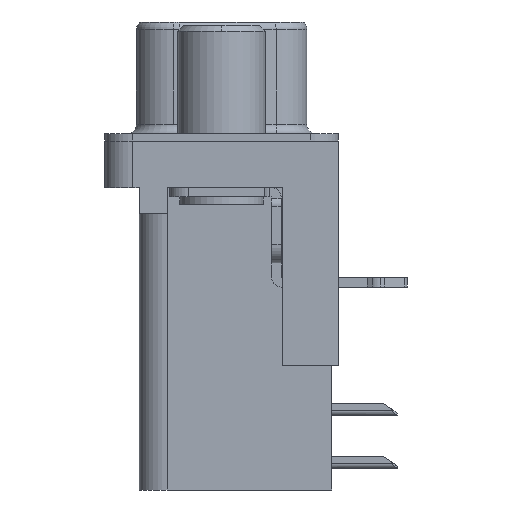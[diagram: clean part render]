
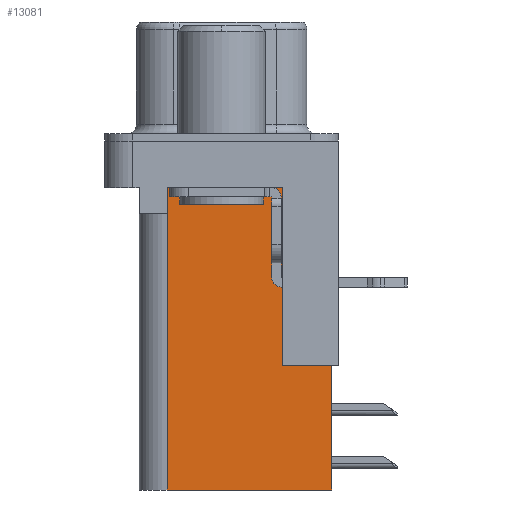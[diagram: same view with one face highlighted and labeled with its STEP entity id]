
A CAD part, left-side view. The second image highlights one B-rep face of the part: STEP entity #13081.
In plain terms, the highlighted planar face has unit normal (-1, 0, 0).
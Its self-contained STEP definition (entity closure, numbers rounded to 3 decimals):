
#705 = EDGE_CURVE ( 'NONE', #10287, #2560, #13351, .T. ) ;
#798 = EDGE_CURVE ( 'NONE', #1552, #10287, #5120, .T. ) ;
#1324 = CARTESIAN_POINT ( 'NONE',  ( 3.79, -3.295, -18.76 ) ) ;
#1552 = VERTEX_POINT ( 'NONE', #10123 ) ;
#1685 = VERTEX_POINT ( 'NONE', #12208 ) ;
#1900 = DIRECTION ( 'NONE',  ( 0., 0., -1. ) ) ;
#2401 = VECTOR ( 'NONE', #3999, 1000. ) ;
#2420 = CARTESIAN_POINT ( 'NONE',  ( 3.79, 2.925, -3.9 ) ) ;
#2560 = VERTEX_POINT ( 'NONE', #10013 ) ;
#2890 = ORIENTED_EDGE ( 'NONE', *, *, #798, .T. ) ;
#2894 = DIRECTION ( 'NONE',  ( 0., 1., 0. ) ) ;
#3037 = ORIENTED_EDGE ( 'NONE', *, *, #12405, .F. ) ;
#3321 = EDGE_CURVE ( 'NONE', #1685, #14685, #4742, .T. ) ;
#3999 = DIRECTION ( 'NONE',  ( 0., 0., -1. ) ) ;
#4112 = VERTEX_POINT ( 'NONE', #2420 ) ;
#4224 = EDGE_CURVE ( 'NONE', #2560, #4112, #11585, .T. ) ;
#4355 = CARTESIAN_POINT ( 'NONE',  ( 3.79, 2.895, -2.5 ) ) ;
#4725 = CARTESIAN_POINT ( 'NONE',  ( 3.79, -3.295, -12.05 ) ) ;
#4742 = LINE ( 'NONE', #12793, #11760 ) ;
#4918 = ORIENTED_EDGE ( 'NONE', *, *, #4224, .T. ) ;
#5054 = CARTESIAN_POINT ( 'NONE',  ( 3.79, -3.295, -18.76 ) ) ;
#5120 = LINE ( 'NONE', #13723, #15215 ) ;
#5457 = CARTESIAN_POINT ( 'NONE',  ( 3.79, -5.925, -18.76 ) ) ;
#5510 = VERTEX_POINT ( 'NONE', #6919 ) ;
#5535 = DIRECTION ( 'NONE',  ( 0., 1., 0. ) ) ;
#5837 = VECTOR ( 'NONE', #14267, 1000. ) ;
#5868 = ORIENTED_EDGE ( 'NONE', *, *, #705, .T. ) ;
#6803 = LINE ( 'NONE', #1324, #16458 ) ;
#6817 = CARTESIAN_POINT ( 'NONE',  ( 3.79, -3.295, -18.76 ) ) ;
#6919 = CARTESIAN_POINT ( 'NONE',  ( 3.79, 2.925, -18.76 ) ) ;
#7200 = LINE ( 'NONE', #11154, #13372 ) ;
#7850 = EDGE_LOOP ( 'NONE', ( #2890, #5868, #4918, #3037, #10001, #9469, #9673, #15806 ) ) ;
#8110 = VECTOR ( 'NONE', #12726, 1000. ) ;
#8162 = DIRECTION ( 'NONE',  ( 0., 0., 1. ) ) ;
#8559 = EDGE_CURVE ( 'NONE', #14685, #1552, #6803, .T. ) ;
#8694 = AXIS2_PLACEMENT_3D ( 'NONE', #6817, #13403, #5535 ) ;
#9412 = VECTOR ( 'NONE', #8162, 1000. ) ;
#9469 = ORIENTED_EDGE ( 'NONE', *, *, #17035, .F. ) ;
#9673 = ORIENTED_EDGE ( 'NONE', *, *, #3321, .T. ) ;
#10001 = ORIENTED_EDGE ( 'NONE', *, *, #13595, .F. ) ;
#10013 = CARTESIAN_POINT ( 'NONE',  ( 3.79, 2.895, -3.9 ) ) ;
#10123 = CARTESIAN_POINT ( 'NONE',  ( 3.79, -3.295, -2.5 ) ) ;
#10287 = VERTEX_POINT ( 'NONE', #4355 ) ;
#10604 = DIRECTION ( 'NONE',  ( 0., 0., 1. ) ) ;
#11154 = CARTESIAN_POINT ( 'NONE',  ( 3.79, -5.925, -2. ) ) ;
#11223 = FACE_OUTER_BOUND ( 'NONE', #7850, .T. ) ;
#11415 = CARTESIAN_POINT ( 'NONE',  ( 3.79, 0., -3.9 ) ) ;
#11585 = LINE ( 'NONE', #11415, #8110 ) ;
#11760 = VECTOR ( 'NONE', #2894, 1000. ) ;
#12030 = PLANE ( 'NONE',  #8694 ) ;
#12102 = CARTESIAN_POINT ( 'NONE',  ( 3.79, 2.895, -3.9 ) ) ;
#12208 = CARTESIAN_POINT ( 'NONE',  ( 3.79, -5.925, -12.05 ) ) ;
#12405 = EDGE_CURVE ( 'NONE', #5510, #4112, #12897, .T. ) ;
#12726 = DIRECTION ( 'NONE',  ( 0., 1., 0. ) ) ;
#12793 = CARTESIAN_POINT ( 'NONE',  ( 3.79, -6.295, -12.05 ) ) ;
#12897 = LINE ( 'NONE', #13316, #9412 ) ;
#13081 = ADVANCED_FACE ( 'NONE', ( #11223 ), #12030, .F. ) ;
#13316 = CARTESIAN_POINT ( 'NONE',  ( 3.79, 2.925, -18.76 ) ) ;
#13351 = LINE ( 'NONE', #12102, #2401 ) ;
#13372 = VECTOR ( 'NONE', #1900, 1000. ) ;
#13403 = DIRECTION ( 'NONE',  ( 1., 0., 0. ) ) ;
#13595 = EDGE_CURVE ( 'NONE', #14317, #5510, #15945, .T. ) ;
#13723 = CARTESIAN_POINT ( 'NONE',  ( 3.79, -3.295, -2.5 ) ) ;
#14267 = DIRECTION ( 'NONE',  ( 0., 1., 0. ) ) ;
#14317 = VERTEX_POINT ( 'NONE', #5457 ) ;
#14685 = VERTEX_POINT ( 'NONE', #4725 ) ;
#15066 = DIRECTION ( 'NONE',  ( 0., 1., 0. ) ) ;
#15215 = VECTOR ( 'NONE', #15066, 1000. ) ;
#15806 = ORIENTED_EDGE ( 'NONE', *, *, #8559, .T. ) ;
#15945 = LINE ( 'NONE', #5054, #5837 ) ;
#16458 = VECTOR ( 'NONE', #10604, 1000. ) ;
#17035 = EDGE_CURVE ( 'NONE', #1685, #14317, #7200, .T. ) ;
